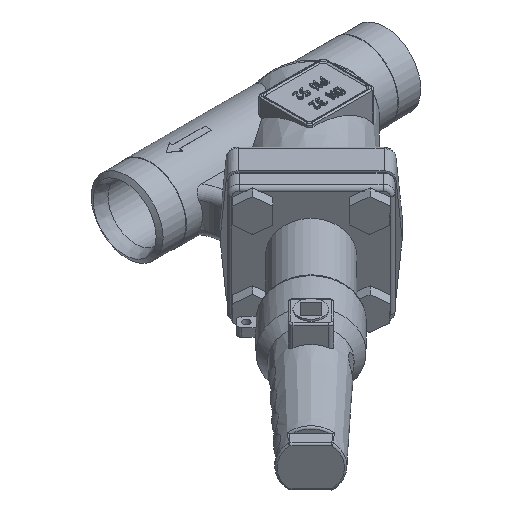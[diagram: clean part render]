
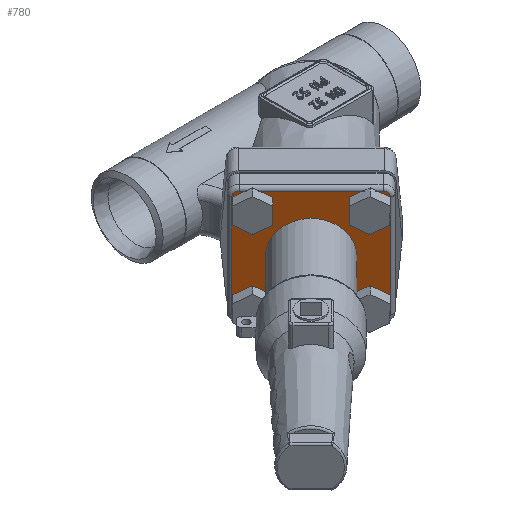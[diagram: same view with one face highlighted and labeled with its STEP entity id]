
A CAD part, isometric view. The second image highlights one B-rep face of the part: STEP entity #780.
In plain terms, the highlighted planar face has unit normal (-0.708, -0.707, 0).
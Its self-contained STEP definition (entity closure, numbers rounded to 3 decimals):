
#524=CARTESIAN_POINT('',(-24.121,-91.259,-29.5));
#525=VERTEX_POINT('',#524);
#540=CARTESIAN_POINT('',(-24.121,-91.259,-25.));
#541=DIRECTION('',(-0.708,-0.707,0.));
#542=DIRECTION('',(-0.,-0.,-1.));
#543=AXIS2_PLACEMENT_3D('',#540,#541,#542);
#544=CIRCLE('',#543,4.5);
#545=EDGE_CURVE('',#525,#525,#544,.T.);
#558=CARTESIAN_POINT('',(-24.121,-91.259,20.5));
#559=VERTEX_POINT('',#558);
#574=CARTESIAN_POINT('',(-24.121,-91.259,25.));
#575=DIRECTION('',(-0.708,-0.707,0.));
#576=DIRECTION('',(-0.,-0.,-1.));
#577=AXIS2_PLACEMENT_3D('',#574,#575,#576);
#578=CIRCLE('',#577,4.5);
#579=EDGE_CURVE('',#559,#559,#578,.T.);
#592=CARTESIAN_POINT('',(-58.749,-56.591,-29.5));
#593=VERTEX_POINT('',#592);
#608=CARTESIAN_POINT('',(-58.749,-56.591,-25.));
#609=DIRECTION('',(-0.708,-0.707,0.));
#610=DIRECTION('',(-0.,-0.,-1.));
#611=AXIS2_PLACEMENT_3D('',#608,#609,#610);
#612=CIRCLE('',#611,4.5);
#613=EDGE_CURVE('',#593,#593,#612,.T.);
#666=CARTESIAN_POINT('',(-58.749,-56.591,20.5));
#667=VERTEX_POINT('',#666);
#682=CARTESIAN_POINT('',(-58.749,-56.591,25.));
#683=DIRECTION('',(-0.708,-0.707,0.));
#684=DIRECTION('',(-0.,-0.,-1.));
#685=AXIS2_PLACEMENT_3D('',#682,#683,#684);
#686=CIRCLE('',#685,4.5);
#687=EDGE_CURVE('',#667,#667,#686,.T.);
#693=CARTESIAN_POINT('',(-41.435,-73.925,0.));
#694=DIRECTION('',(-0.708,-0.707,0.));
#695=DIRECTION('',(-0.,-0.,-1.));
#696=AXIS2_PLACEMENT_3D('',#693,#694,#695);
#697=PLANE('',#696);
#698=CARTESIAN_POINT('',(-20.234,-95.151,-33.));
#699=VERTEX_POINT('',#698);
#700=CARTESIAN_POINT('',(-18.114,-97.273,-30.));
#701=VERTEX_POINT('',#700);
#702=CARTESIAN_POINT('',(-20.234,-95.151,-30.));
#703=DIRECTION('',(-0.708,-0.707,0.));
#704=DIRECTION('',(0.,0.,1.));
#705=AXIS2_PLACEMENT_3D('',#702,#703,#704);
#706=CIRCLE('',#705,3.);
#707=EDGE_CURVE('',#699,#701,#706,.T.);
#708=ORIENTED_EDGE('',*,*,#707,.T.);
#709=CARTESIAN_POINT('',(-18.114,-97.273,30.));
#710=VERTEX_POINT('',#709);
#711=CARTESIAN_POINT('',(-18.114,-97.273,-30.));
#712=DIRECTION('',(0.,0.,1.));
#713=VECTOR('',#712,60.);
#714=LINE('',#711,#713);
#715=EDGE_CURVE('',#701,#710,#714,.T.);
#716=ORIENTED_EDGE('',*,*,#715,.T.);
#717=CARTESIAN_POINT('',(-20.234,-95.151,33.));
#718=VERTEX_POINT('',#717);
#719=CARTESIAN_POINT('',(-20.234,-95.151,30.));
#720=DIRECTION('',(-0.708,-0.707,0.));
#721=DIRECTION('',(0.,0.,1.));
#722=AXIS2_PLACEMENT_3D('',#719,#720,#721);
#723=CIRCLE('',#722,3.);
#724=EDGE_CURVE('',#710,#718,#723,.T.);
#725=ORIENTED_EDGE('',*,*,#724,.T.);
#726=CARTESIAN_POINT('',(-62.636,-52.699,33.));
#727=VERTEX_POINT('',#726);
#728=CARTESIAN_POINT('',(-20.234,-95.151,33.));
#729=DIRECTION('',(-0.707,0.708,0.));
#730=VECTOR('',#729,60.);
#731=LINE('',#728,#730);
#732=EDGE_CURVE('',#718,#727,#731,.T.);
#733=ORIENTED_EDGE('',*,*,#732,.T.);
#734=CARTESIAN_POINT('',(-64.756,-50.577,30.));
#735=VERTEX_POINT('',#734);
#736=CARTESIAN_POINT('',(-62.636,-52.699,30.));
#737=DIRECTION('',(-0.708,-0.707,0.));
#738=DIRECTION('',(0.,0.,1.));
#739=AXIS2_PLACEMENT_3D('',#736,#737,#738);
#740=CIRCLE('',#739,3.);
#741=EDGE_CURVE('',#727,#735,#740,.T.);
#742=ORIENTED_EDGE('',*,*,#741,.T.);
#743=CARTESIAN_POINT('',(-64.756,-50.577,-30.));
#744=VERTEX_POINT('',#743);
#745=CARTESIAN_POINT('',(-64.756,-50.577,30.));
#746=DIRECTION('',(-0.,-0.,-1.));
#747=VECTOR('',#746,60.);
#748=LINE('',#745,#747);
#749=EDGE_CURVE('',#735,#744,#748,.T.);
#750=ORIENTED_EDGE('',*,*,#749,.T.);
#751=CARTESIAN_POINT('',(-62.636,-52.699,-33.));
#752=VERTEX_POINT('',#751);
#753=CARTESIAN_POINT('',(-62.636,-52.699,-30.));
#754=DIRECTION('',(-0.708,-0.707,0.));
#755=DIRECTION('',(0.,0.,1.));
#756=AXIS2_PLACEMENT_3D('',#753,#754,#755);
#757=CIRCLE('',#756,3.);
#758=EDGE_CURVE('',#744,#752,#757,.T.);
#759=ORIENTED_EDGE('',*,*,#758,.T.);
#760=CARTESIAN_POINT('',(-62.636,-52.699,-33.));
#761=DIRECTION('',(0.707,-0.708,0.));
#762=VECTOR('',#761,60.);
#763=LINE('',#760,#762);
#764=EDGE_CURVE('',#752,#699,#763,.T.);
#765=ORIENTED_EDGE('',*,*,#764,.T.);
#766=EDGE_LOOP('',(#708,#716,#725,#733,#742,#750,#759,#765));
#767=FACE_BOUND('',#766,.T.);
#768=ORIENTED_EDGE('',*,*,#613,.F.);
#769=EDGE_LOOP('',(#768));
#770=FACE_BOUND('',#769,.T.);
#771=ORIENTED_EDGE('',*,*,#579,.F.);
#772=EDGE_LOOP('',(#771));
#773=FACE_BOUND('',#772,.T.);
#774=ORIENTED_EDGE('',*,*,#545,.F.);
#775=EDGE_LOOP('',(#774));
#776=FACE_BOUND('',#775,.T.);
#777=ORIENTED_EDGE('',*,*,#687,.F.);
#778=EDGE_LOOP('',(#777));
#779=FACE_BOUND('',#778,.T.);
#780=ADVANCED_FACE('',(#767,#770,#773,#776,#779),#697,.T.);
